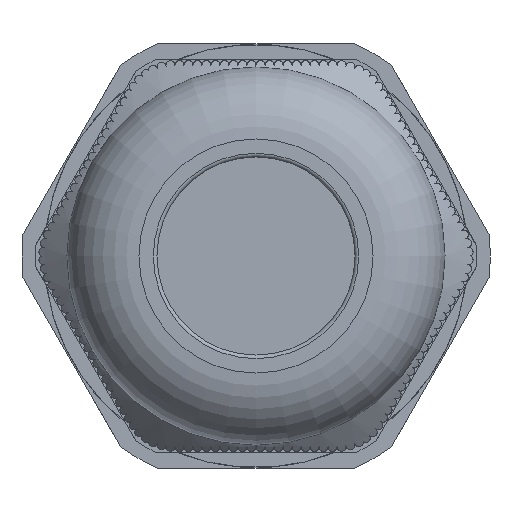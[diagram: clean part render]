
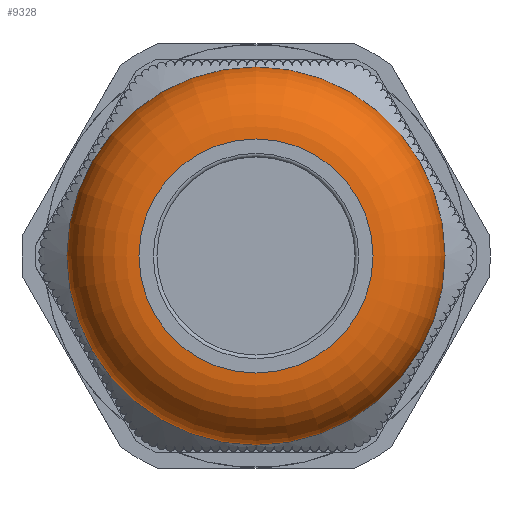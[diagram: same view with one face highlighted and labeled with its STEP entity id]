
A CAD part, left-side view. The second image highlights one B-rep face of the part: STEP entity #9328.
In plain terms, the highlighted toroidal (fillet/blend) face has major radius 6.5 mm and minor radius 4 mm.
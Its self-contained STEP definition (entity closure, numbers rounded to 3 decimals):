
#167=TOROIDAL_SURFACE('',#9956,6.5,4.);
#2818=FACE_OUTER_BOUND('',#3276,.T.);
#3276=EDGE_LOOP('',(#7372,#7373,#7374,#7375,#7376));
#3761=CIRCLE('',#9954,10.5);
#3762=CIRCLE('',#9955,10.5);
#3763=CIRCLE('',#9957,6.5);
#3764=CIRCLE('',#9958,4.);
#4270=VERTEX_POINT('',#17001);
#4271=VERTEX_POINT('',#17002);
#4272=VERTEX_POINT('',#17007);
#5390=EDGE_CURVE('',#4270,#4271,#3761,.T.);
#5391=EDGE_CURVE('',#4271,#4270,#3762,.T.);
#5393=EDGE_CURVE('',#4272,#4272,#3763,.T.);
#5394=EDGE_CURVE('',#4272,#4270,#3764,.T.);
#7372=ORIENTED_EDGE('',*,*,#5393,.F.);
#7373=ORIENTED_EDGE('',*,*,#5394,.T.);
#7374=ORIENTED_EDGE('',*,*,#5390,.T.);
#7375=ORIENTED_EDGE('',*,*,#5391,.T.);
#7376=ORIENTED_EDGE('',*,*,#5394,.F.);
#9328=ADVANCED_FACE('',(#2818),#167,.T.);
#9954=AXIS2_PLACEMENT_3D('',#17003,#10987,#10988);
#9955=AXIS2_PLACEMENT_3D('',#17004,#10989,#10990);
#9956=AXIS2_PLACEMENT_3D('',#17006,#10992,#10993);
#9957=AXIS2_PLACEMENT_3D('',#17008,#10994,#10995);
#9958=AXIS2_PLACEMENT_3D('',#17009,#10996,#10997);
#10987=DIRECTION('center_axis',(-1.,0.,0.));
#10988=DIRECTION('ref_axis',(0.,-0.866,-0.5));
#10989=DIRECTION('center_axis',(-1.,0.,0.));
#10990=DIRECTION('ref_axis',(0.,-0.866,-0.5));
#10992=DIRECTION('center_axis',(-1.,0.,0.));
#10993=DIRECTION('ref_axis',(0.,-0.866,-0.5));
#10994=DIRECTION('center_axis',(-1.,0.,0.));
#10995=DIRECTION('ref_axis',(0.,-0.866,-0.5));
#10996=DIRECTION('center_axis',(0.,0.5,
-0.866));
#10997=DIRECTION('ref_axis',(0.,0.866,0.5));
#17001=CARTESIAN_POINT('',(6.969,4.861,5.25));
#17002=CARTESIAN_POINT('',(6.969,-13.326,-5.25));
#17003=CARTESIAN_POINT('Origin',(6.969,-4.233,0.));
#17004=CARTESIAN_POINT('Origin',(6.969,-4.233,0.));
#17006=CARTESIAN_POINT('Origin',(6.969,-4.233,0.));
#17007=CARTESIAN_POINT('',(2.969,1.397,3.25));
#17008=CARTESIAN_POINT('Origin',(2.969,-4.233,0.));
#17009=CARTESIAN_POINT('Origin',(6.969,1.397,3.25));
